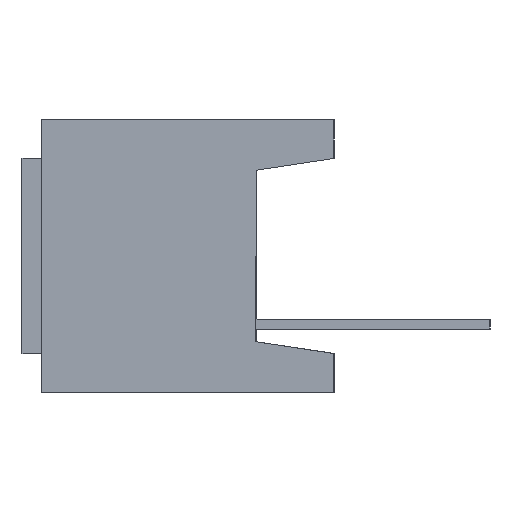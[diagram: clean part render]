
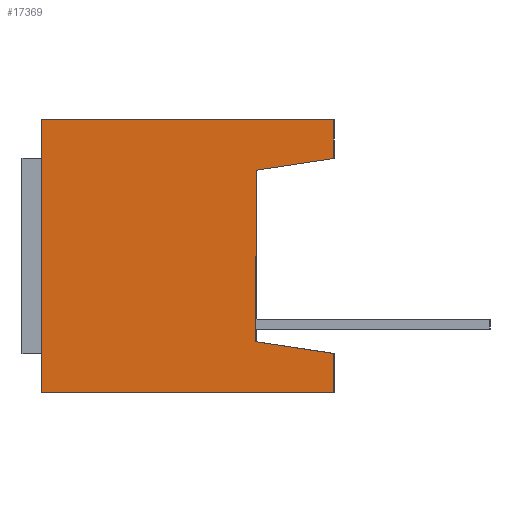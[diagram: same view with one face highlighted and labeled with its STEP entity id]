
A CAD part, left-side view. The second image highlights one B-rep face of the part: STEP entity #17369.
In plain terms, the highlighted planar face has unit normal (-1, 0, 0).
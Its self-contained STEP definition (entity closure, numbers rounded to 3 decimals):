
#2003 = VERTEX_POINT ( 'NONE', #19041 ) ;
#2009 = VERTEX_POINT ( 'NONE', #19047 ) ;
#7672 = VECTOR ( 'NONE', #11700, 1000. ) ;
#7684 = VECTOR ( 'NONE', #11784, 1000. ) ;
#7686 = VECTOR ( 'NONE', #11790, 1000. ) ;
#7687 = VECTOR ( 'NONE', #11793, 1000. ) ;
#7689 = VECTOR ( 'NONE', #9489, 1000. ) ;
#7696 = VECTOR ( 'NONE', #9551, 1000. ) ;
#9487 = LINE ( 'NONE', #9488, #7689 ) ;
#9488 = CARTESIAN_POINT ( 'NONE',  ( -29., -0.5, 0. ) ) ;
#9489 = DIRECTION ( 'NONE',  ( 0., 0., 1. ) ) ;
#9549 = LINE ( 'NONE', #9550, #7696 ) ;
#9550 = CARTESIAN_POINT ( 'NONE',  ( -29., -8., -3.5 ) ) ;
#9551 = DIRECTION ( 'NONE',  ( 0., 1., 0. ) ) ;
#11029 = CARTESIAN_POINT ( 'NONE',  ( -29., -8., 2.5 ) ) ;
#11081 = CARTESIAN_POINT ( 'NONE',  ( -29., -6., 2.2 ) ) ;
#11339 = CARTESIAN_POINT ( 'NONE',  ( -29., -6., -2.2 ) ) ;
#11340 = CARTESIAN_POINT ( 'NONE',  ( -29., -8., -3.5 ) ) ;
#11355 = CARTESIAN_POINT ( 'NONE',  ( -29., -0.5, -3.5 ) ) ;
#11359 = CARTESIAN_POINT ( 'NONE',  ( -29., -0.5, 3.5 ) ) ;
#11698 = LINE ( 'NONE', #11699, #7672 ) ;
#11699 = CARTESIAN_POINT ( 'NONE',  ( -29., -6., 0. ) ) ;
#11700 = DIRECTION ( 'NONE',  ( 0., 0., 1. ) ) ;
#11782 = LINE ( 'NONE', #11783, #7684 ) ;
#11783 = CARTESIAN_POINT ( 'NONE',  ( -29., -8., -3.5 ) ) ;
#11784 = DIRECTION ( 'NONE',  ( 0., 0., 1. ) ) ;
#11788 = LINE ( 'NONE', #11789, #7686 ) ;
#11789 = CARTESIAN_POINT ( 'NONE',  ( -29., -11.946, -3.092 ) ) ;
#11790 = DIRECTION ( 'NONE',  ( 0., -0.989, -0.148 ) ) ;
#11791 = LINE ( 'NONE', #11792, #7687 ) ;
#11792 = CARTESIAN_POINT ( 'NONE',  ( -29., -8., 3.5 ) ) ;
#11793 = DIRECTION ( 'NONE',  ( 0., 1., 0. ) ) ;
#12315 = LINE ( 'NONE', #12316, #13191 ) ;
#12316 = CARTESIAN_POINT ( 'NONE',  ( -29., -8., -3.5 ) ) ;
#12317 = DIRECTION ( 'NONE',  ( 0., 0., 1. ) ) ;
#12318 = LINE ( 'NONE', #12319, #13192 ) ;
#12319 = CARTESIAN_POINT ( 'NONE',  ( -29., -11.946, 3.092 ) ) ;
#12320 = DIRECTION ( 'NONE',  ( 0., -0.989, 0.148 ) ) ;
#13191 = VECTOR ( 'NONE', #12317, 1000. ) ;
#13192 = VECTOR ( 'NONE', #12320, 1000. ) ;
#13365 = FACE_OUTER_BOUND ( 'NONE', #14028, .T. ) ;
#13371 = AXIS2_PLACEMENT_3D ( 'NONE', #20488, #20489, #20490 ) ;
#13575 = VERTEX_POINT ( 'NONE', #11029 ) ;
#13820 = VERTEX_POINT ( 'NONE', #11081 ) ;
#14028 = EDGE_LOOP ( 'NONE', ( #18415, #18431, #18432, #18409, #18410, #18419, #18434, #18414 ) ) ;
#14463 = VERTEX_POINT ( 'NONE', #11339 ) ;
#14464 = VERTEX_POINT ( 'NONE', #11340 ) ;
#14479 = VERTEX_POINT ( 'NONE', #11355 ) ;
#14483 = VERTEX_POINT ( 'NONE', #11359 ) ;
#16498 = EDGE_CURVE ( 'NONE', #14463, #13820, #11698, .T. ) ;
#16514 = EDGE_CURVE ( 'NONE', #14464, #2009, #11782, .T. ) ;
#16516 = EDGE_CURVE ( 'NONE', #14463, #2009, #11788, .T. ) ;
#16517 = EDGE_CURVE ( 'NONE', #2003, #14483, #11791, .T. ) ;
#16521 = EDGE_CURVE ( 'NONE', #14479, #14483, #9487, .T. ) ;
#16531 = EDGE_CURVE ( 'NONE', #14464, #14479, #9549, .T. ) ;
#17052 = EDGE_CURVE ( 'NONE', #13575, #2003, #12315, .T. ) ;
#17053 = EDGE_CURVE ( 'NONE', #13820, #13575, #12318, .T. ) ;
#17369 = ADVANCED_FACE ( 'NONE', ( #13365 ), #20487, .T. ) ;
#18409 = ORIENTED_EDGE ( 'NONE', *, *, #16514, .T. ) ;
#18410 = ORIENTED_EDGE ( 'NONE', *, *, #16516, .F. ) ;
#18414 = ORIENTED_EDGE ( 'NONE', *, *, #17052, .T. ) ;
#18415 = ORIENTED_EDGE ( 'NONE', *, *, #16517, .T. ) ;
#18419 = ORIENTED_EDGE ( 'NONE', *, *, #16498, .T. ) ;
#18431 = ORIENTED_EDGE ( 'NONE', *, *, #16521, .F. ) ;
#18432 = ORIENTED_EDGE ( 'NONE', *, *, #16531, .F. ) ;
#18434 = ORIENTED_EDGE ( 'NONE', *, *, #17053, .T. ) ;
#19041 = CARTESIAN_POINT ( 'NONE',  ( -29., -8., 3.5 ) ) ;
#19047 = CARTESIAN_POINT ( 'NONE',  ( -29., -8., -2.5 ) ) ;
#20487 = PLANE ( 'NONE',  #13371 ) ;
#20488 = CARTESIAN_POINT ( 'NONE',  ( -29., -8., -3.5 ) ) ;
#20489 = DIRECTION ( 'NONE',  ( -1., 0., 0. ) ) ;
#20490 = DIRECTION ( 'NONE',  ( 0., 0., 1. ) ) ;
